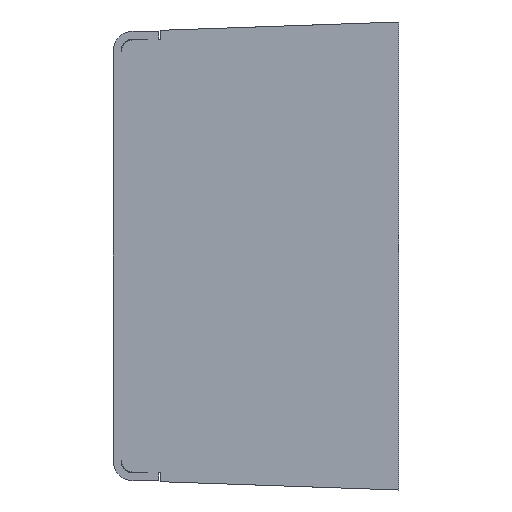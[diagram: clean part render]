
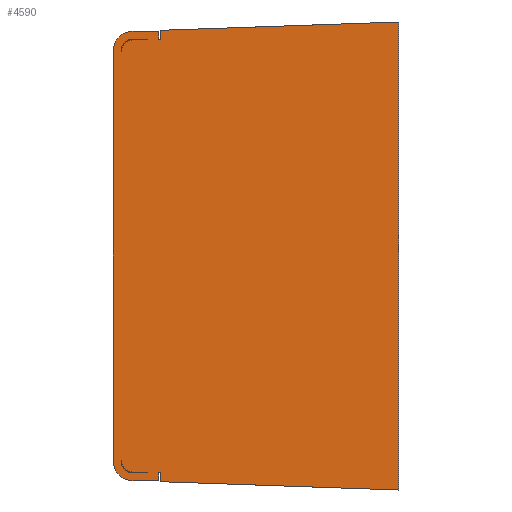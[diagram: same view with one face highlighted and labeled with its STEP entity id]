
A CAD part, left-side view. The second image highlights one B-rep face of the part: STEP entity #4590.
In plain terms, the highlighted planar face has unit normal (-1, 0, 0).
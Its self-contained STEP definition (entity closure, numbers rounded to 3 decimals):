
#412=DIRECTION('',(0.,1.,0.));
#413=VECTOR('',#412,3.6);
#414=CARTESIAN_POINT('',(-30.,63.4,54.5));
#415=LINE('',#414,#413);
#475=DIRECTION('',(0.,1.,0.));
#476=VECTOR('',#475,0.673);
#477=CARTESIAN_POINT('',(-30.,60.,54.5));
#478=LINE('',#477,#476);
#479=CARTESIAN_POINT('',(-30.,62.,-55.2));
#480=DIRECTION('',(1.,0.,0.));
#481=DIRECTION('',(0.,-0.884,0.467));
#482=AXIS2_PLACEMENT_3D('',#479,#480,#481);
#484=CARTESIAN_POINT('',(-30.,67.,-51.7));
#485=DIRECTION('',(1.,0.,0.));
#486=DIRECTION('',(0.,0.,-1.));
#487=AXIS2_PLACEMENT_3D('',#484,#485,#486);
#489=CARTESIAN_POINT('',(-30.,67.,51.7));
#490=DIRECTION('',(1.,0.,0.));
#491=DIRECTION('',(0.,1.,0.));
#492=AXIS2_PLACEMENT_3D('',#489,#490,#491);
#494=CARTESIAN_POINT('',(-30.,62.,55.2));
#495=DIRECTION('',(1.,0.,0.));
#496=DIRECTION('',(0.,-1.,0.));
#497=AXIS2_PLACEMENT_3D('',#494,#495,#496);
#499=DIRECTION('',(0.,-0.999,0.035));
#500=VECTOR('',#499,60.037);
#501=CARTESIAN_POINT('',(-30.,60.,56.905));
#502=LINE('',#501,#500);
#503=DIRECTION('',(0.,0.999,0.035));
#504=VECTOR('',#503,60.037);
#505=CARTESIAN_POINT('',(-30.,0.,-59.));
#506=LINE('',#505,#504);
#507=CARTESIAN_POINT('',(-30.,67.,-51.7));
#508=DIRECTION('',(-1.,0.,0.));
#509=DIRECTION('',(0.,1.,0.));
#510=AXIS2_PLACEMENT_3D('',#507,#508,#509);
#512=CARTESIAN_POINT('',(-30.,64.,-53.7));
#513=DIRECTION('',(-1.,0.,0.));
#514=DIRECTION('',(0.,0.,-1.));
#515=AXIS2_PLACEMENT_3D('',#512,#513,#514);
#517=CARTESIAN_POINT('',(-30.,67.,-51.5));
#518=DIRECTION('',(1.,0.,0.));
#519=DIRECTION('',(0.,0.,-1.));
#520=AXIS2_PLACEMENT_3D('',#517,#518,#519);
#522=CARTESIAN_POINT('',(-30.,67.,51.5));
#523=DIRECTION('',(1.,0.,0.));
#524=DIRECTION('',(0.,0.998,0.067));
#525=AXIS2_PLACEMENT_3D('',#522,#523,#524);
#527=CARTESIAN_POINT('',(-30.,64.,53.7));
#528=DIRECTION('',(-1.,0.,0.));
#529=DIRECTION('',(0.,-0.6,0.8));
#530=AXIS2_PLACEMENT_3D('',#527,#528,#529);
#532=CARTESIAN_POINT('',(-30.,67.,51.7));
#533=DIRECTION('',(-1.,0.,0.));
#534=DIRECTION('',(0.,0.,1.));
#535=AXIS2_PLACEMENT_3D('',#532,#533,#534);
#541=DIRECTION('',(0.,-1.,0.));
#542=VECTOR('',#541,0.673);
#543=CARTESIAN_POINT('',(-30.,60.673,-54.5));
#544=LINE('',#543,#542);
#594=DIRECTION('',(0.,-1.,0.));
#595=VECTOR('',#594,3.6);
#596=CARTESIAN_POINT('',(-30.,67.,-54.5));
#597=LINE('',#596,#595);
#634=DIRECTION('',(0.,1.,0.));
#635=VECTOR('',#634,3.);
#636=CARTESIAN_POINT('',(-30.,64.,-54.7));
#637=LINE('',#636,#635);
#1032=DIRECTION('',(0.,-1.,0.));
#1033=VECTOR('',#1032,3.);
#1034=CARTESIAN_POINT('',(-30.,67.,54.7));
#1035=LINE('',#1034,#1033);
#1631=DIRECTION('',(0.,0.,-1.));
#1632=VECTOR('',#1631,2.405);
#1633=CARTESIAN_POINT('',(-30.,60.,-54.5));
#1634=LINE('',#1633,#1632);
#1635=DIRECTION('',(0.,0.,1.));
#1636=VECTOR('',#1635,118.);
#1637=CARTESIAN_POINT('',(-30.,0.,-59.));
#1638=LINE('',#1637,#1636);
#2004=DIRECTION('',(0.,0.,-1.));
#2005=VECTOR('',#2004,2.405);
#2006=CARTESIAN_POINT('',(-30.,60.,56.905));
#2007=LINE('',#2006,#2005);
#2012=DIRECTION('',(0.,0.,1.));
#2013=VECTOR('',#2012,1.5);
#2014=CARTESIAN_POINT('',(-30.,60.5,55.2));
#2015=LINE('',#2014,#2013);
#2032=DIRECTION('',(0.,1.,0.));
#2033=VECTOR('',#2032,6.5);
#2034=CARTESIAN_POINT('',(-30.,60.5,56.7));
#2035=LINE('',#2034,#2033);
#2048=DIRECTION('',(0.,0.,-1.));
#2049=VECTOR('',#2048,103.4);
#2050=CARTESIAN_POINT('',(-30.,72.,51.7));
#2051=LINE('',#2050,#2049);
#2056=DIRECTION('',(0.,-1.,0.));
#2057=VECTOR('',#2056,6.5);
#2058=CARTESIAN_POINT('',(-30.,67.,-56.7));
#2059=LINE('',#2058,#2057);
#2076=DIRECTION('',(0.,0.,1.));
#2077=VECTOR('',#2076,1.5);
#2078=CARTESIAN_POINT('',(-30.,60.5,-56.7));
#2079=LINE('',#2078,#2077);
#3141=CARTESIAN_POINT('',(-30.,0.,-59.));
#3142=CARTESIAN_POINT('',(-30.,0.,59.));
#3143=VERTEX_POINT('',#3141);
#3144=VERTEX_POINT('',#3142);
#3145=CARTESIAN_POINT('',(-30.,60.,-56.905));
#3146=VERTEX_POINT('',#3145);
#3147=CARTESIAN_POINT('',(-30.,60.,-54.5));
#3148=VERTEX_POINT('',#3147);
#3149=CARTESIAN_POINT('',(-30.,60.,56.905));
#3150=CARTESIAN_POINT('',(-30.,60.,54.5));
#3151=VERTEX_POINT('',#3149);
#3152=VERTEX_POINT('',#3150);
#3391=CARTESIAN_POINT('',(-30.,67.,-54.5));
#3392=VERTEX_POINT('',#3391);
#3397=CARTESIAN_POINT('',(-30.,67.,54.5));
#3399=VERTEX_POINT('',#3397);
#3729=CARTESIAN_POINT('',(-30.,67.,54.7));
#3730=CARTESIAN_POINT('',(-30.,64.,54.7));
#3731=VERTEX_POINT('',#3729);
#3732=VERTEX_POINT('',#3730);
#3733=CARTESIAN_POINT('',(-30.,70.,51.7));
#3734=VERTEX_POINT('',#3733);
#3735=CARTESIAN_POINT('',(-30.,70.,-51.7));
#3736=CARTESIAN_POINT('',(-30.,67.,-54.7));
#3737=VERTEX_POINT('',#3735);
#3738=VERTEX_POINT('',#3736);
#3739=CARTESIAN_POINT('',(-30.,64.,-54.7));
#3740=VERTEX_POINT('',#3739);
#3741=CARTESIAN_POINT('',(-30.,60.5,-56.7));
#3742=CARTESIAN_POINT('',(-30.,60.5,-55.2));
#3743=VERTEX_POINT('',#3741);
#3744=VERTEX_POINT('',#3742);
#3745=CARTESIAN_POINT('',(-30.,67.,-56.7));
#3746=VERTEX_POINT('',#3745);
#3747=CARTESIAN_POINT('',(-30.,72.,-51.7));
#3748=VERTEX_POINT('',#3747);
#3749=CARTESIAN_POINT('',(-30.,72.,51.7));
#3750=VERTEX_POINT('',#3749);
#3751=CARTESIAN_POINT('',(-30.,67.,56.7));
#3752=VERTEX_POINT('',#3751);
#3753=CARTESIAN_POINT('',(-30.,60.5,56.7));
#3754=VERTEX_POINT('',#3753);
#3755=CARTESIAN_POINT('',(-30.,60.5,55.2));
#3756=VERTEX_POINT('',#3755);
#3856=CARTESIAN_POINT('',(-30.,60.673,-54.5));
#3858=VERTEX_POINT('',#3856);
#3870=CARTESIAN_POINT('',(-30.,63.4,-54.5));
#3871=VERTEX_POINT('',#3870);
#3884=CARTESIAN_POINT('',(-30.,63.4,54.5));
#3886=VERTEX_POINT('',#3884);
#3900=CARTESIAN_POINT('',(-30.,60.673,54.5));
#3901=VERTEX_POINT('',#3900);
#4532=CARTESIAN_POINT('',(-30.,35.,0.));
#4533=DIRECTION('',(1.,0.,0.));
#4534=DIRECTION('',(0.,0.,-1.));
#4535=AXIS2_PLACEMENT_3D('',#4532,#4533,#4534);
#4536=PLANE('',#4535);
#4538=ORIENTED_EDGE('',*,*,#4537,.F.);
#4540=ORIENTED_EDGE('',*,*,#4539,.T.);
#4542=ORIENTED_EDGE('',*,*,#4541,.F.);
#4544=ORIENTED_EDGE('',*,*,#4543,.F.);
#4546=ORIENTED_EDGE('',*,*,#4545,.T.);
#4548=ORIENTED_EDGE('',*,*,#4547,.F.);
#4550=ORIENTED_EDGE('',*,*,#4549,.T.);
#4552=ORIENTED_EDGE('',*,*,#4551,.F.);
#4554=ORIENTED_EDGE('',*,*,#4553,.F.);
#4555=ORIENTED_EDGE('',*,*,#4509,.T.);
#4556=ORIENTED_EDGE('',*,*,#4498,.F.);
#4558=ORIENTED_EDGE('',*,*,#4557,.F.);
#4560=ORIENTED_EDGE('',*,*,#4559,.T.);
#4562=ORIENTED_EDGE('',*,*,#4561,.F.);
#4564=ORIENTED_EDGE('',*,*,#4563,.T.);
#4566=ORIENTED_EDGE('',*,*,#4565,.F.);
#4567=EDGE_LOOP('',(#4538,#4540,#4542,#4544,#4546,#4548,#4550,#4552,#4554,#4555,
#4556,#4558,#4560,#4562,#4564,#4566));
#4568=FACE_OUTER_BOUND('',#4567,.F.);
#4570=ORIENTED_EDGE('',*,*,#4569,.T.);
#4572=ORIENTED_EDGE('',*,*,#4571,.F.);
#4574=ORIENTED_EDGE('',*,*,#4573,.T.);
#4576=ORIENTED_EDGE('',*,*,#4575,.F.);
#4578=ORIENTED_EDGE('',*,*,#4577,.T.);
#4579=EDGE_LOOP('',(#4570,#4572,#4574,#4576,#4578));
#4580=FACE_BOUND('',#4579,.F.);
#4581=ORIENTED_EDGE('',*,*,#4404,.T.);
#4582=ORIENTED_EDGE('',*,*,#4417,.F.);
#4583=ORIENTED_EDGE('',*,*,#4438,.T.);
#4585=ORIENTED_EDGE('',*,*,#4584,.F.);
#4587=ORIENTED_EDGE('',*,*,#4586,.T.);
#4588=EDGE_LOOP('',(#4581,#4582,#4583,#4585,#4587));
#4589=FACE_BOUND('',#4588,.F.);
#483=CIRCLE('',#482,1.5);
#488=CIRCLE('',#487,5.);
#493=CIRCLE('',#492,5.);
#498=CIRCLE('',#497,1.5);
#511=CIRCLE('',#510,3.);
#516=CIRCLE('',#515,1.);
#521=CIRCLE('',#520,3.);
#526=CIRCLE('',#525,3.);
#531=CIRCLE('',#530,1.);
#536=CIRCLE('',#535,3.);
#4404=EDGE_CURVE('',#3734,#3399,#526,.T.);
#4417=EDGE_CURVE('',#3886,#3399,#415,.T.);
#4438=EDGE_CURVE('',#3886,#3732,#531,.T.);
#4498=EDGE_CURVE('',#3152,#3901,#478,.T.);
#4509=EDGE_CURVE('',#3756,#3901,#498,.T.);
#4537=EDGE_CURVE('',#3858,#3148,#544,.T.);
#4539=EDGE_CURVE('',#3858,#3744,#483,.T.);
#4541=EDGE_CURVE('',#3743,#3744,#2079,.T.);
#4543=EDGE_CURVE('',#3746,#3743,#2059,.T.);
#4545=EDGE_CURVE('',#3746,#3748,#488,.T.);
#4547=EDGE_CURVE('',#3750,#3748,#2051,.T.);
#4549=EDGE_CURVE('',#3750,#3752,#493,.T.);
#4551=EDGE_CURVE('',#3754,#3752,#2035,.T.);
#4553=EDGE_CURVE('',#3756,#3754,#2015,.T.);
#4557=EDGE_CURVE('',#3151,#3152,#2007,.T.);
#4559=EDGE_CURVE('',#3151,#3144,#502,.T.);
#4561=EDGE_CURVE('',#3143,#3144,#1638,.T.);
#4563=EDGE_CURVE('',#3143,#3146,#506,.T.);
#4565=EDGE_CURVE('',#3148,#3146,#1634,.T.);
#4569=EDGE_CURVE('',#3737,#3738,#511,.T.);
#4571=EDGE_CURVE('',#3740,#3738,#637,.T.);
#4573=EDGE_CURVE('',#3740,#3871,#516,.T.);
#4575=EDGE_CURVE('',#3392,#3871,#597,.T.);
#4577=EDGE_CURVE('',#3392,#3737,#521,.T.);
#4584=EDGE_CURVE('',#3731,#3732,#1035,.T.);
#4586=EDGE_CURVE('',#3731,#3734,#536,.T.);
#4590=ADVANCED_FACE('',(#4568,#4580,#4589),#4536,.F.);
